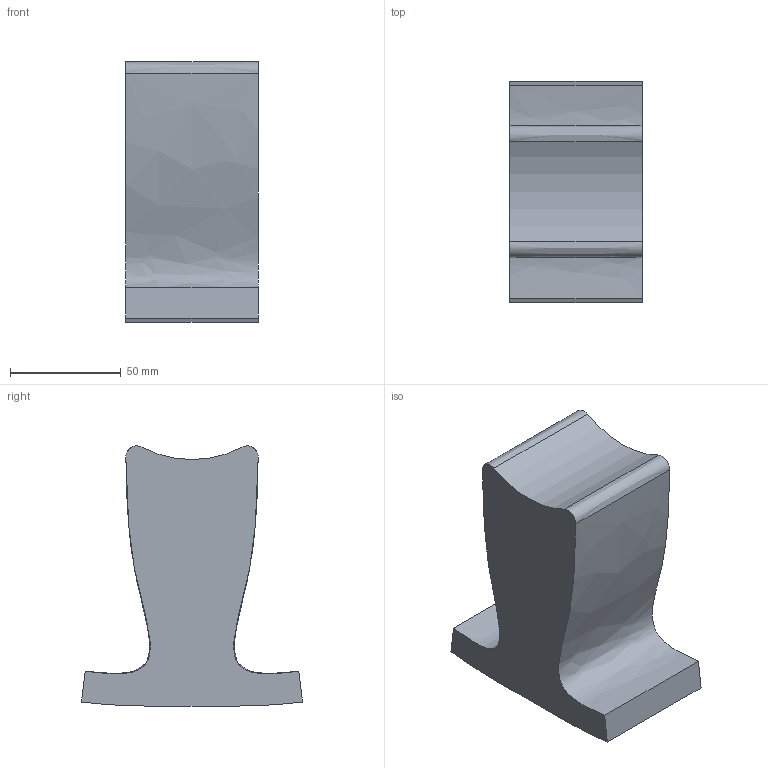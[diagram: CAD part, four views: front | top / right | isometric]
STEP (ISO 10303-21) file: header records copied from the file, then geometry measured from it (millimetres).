
FILE_DESCRIPTION(/* description */ (''),/* implementation_level */ '2;1');
FILE_NAME(/* name */ 'shank_back.step',/* time_stamp */ '2021-06-02T09:19:24-04:00',/* author */ ('boxi'),/* organization */ (''),/* preprocessor_version */ 'ST-DEVELOPER v18',/* originating_system */ 'Autodesk Inventor 2020',/* authorisation */ '');
FILE_SCHEMA (('CONFIG_CONTROL_DESIGN'));
Length unit declared in the file: millimetre
Products named in the file (1): shank_2
Bounding box: 60 x 100 x 117.67 mm (x, y, z)
Volume: 389117.4 mm3; surface area: 39555.7 mm2
Topology: 1 solids, 1 shells, 12 faces, 30 edges, 20 vertices
Faces by surface type: plane 5, bspline 4, cylinder 3
Entity records: 521 total; most frequent: CARTESIAN_POINT 219, ORIENTED_EDGE 60, DIRECTION 42, EDGE_CURVE 30, VERTEX_POINT 20, AXIS2_PLACEMENT_3D 15, LINE 12, VECTOR 12
